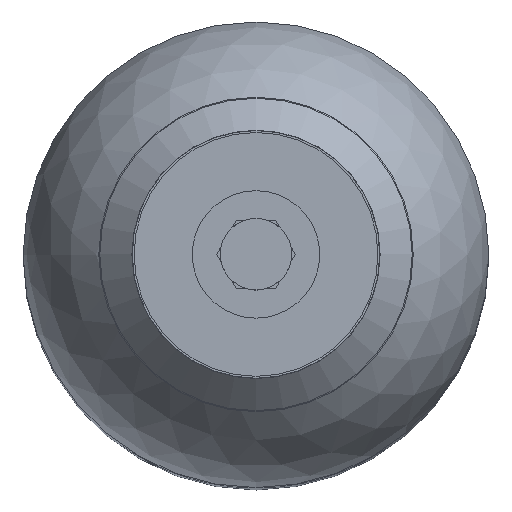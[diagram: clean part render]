
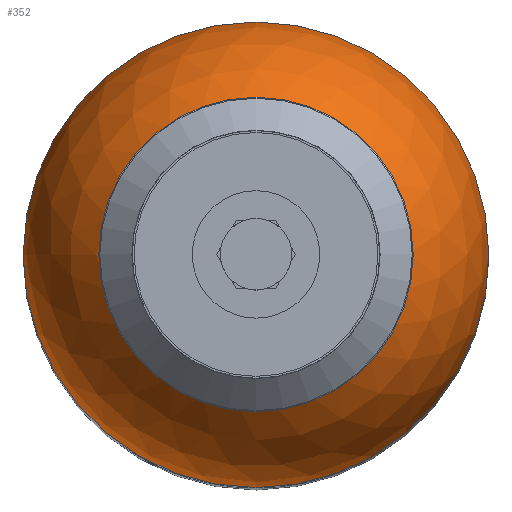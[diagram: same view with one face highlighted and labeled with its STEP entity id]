
A CAD part, top view. The second image highlights one B-rep face of the part: STEP entity #352.
In plain terms, the highlighted spherical face has radius 109.55 mm.
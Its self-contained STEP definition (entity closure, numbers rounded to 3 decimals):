
#352 = ADVANCED_FACE( '', ( #897, #898 ), #899, .T. );
#897 = FACE_OUTER_BOUND( '', #1683, .T. );
#898 = FACE_OUTER_BOUND( '', #1684, .T. );
#899 = SPHERICAL_SURFACE( '', #1685, 109.55 );
#1683 = EDGE_LOOP( '', ( #2854 ) );
#1684 = EDGE_LOOP( '', ( #2855 ) );
#1685 = AXIS2_PLACEMENT_3D( '', #2856, #2857, #2858 );
#2854 = ORIENTED_EDGE( '', *, *, #5133, .F. );
#2855 = ORIENTED_EDGE( '', *, *, #5134, .T. );
#2856 = CARTESIAN_POINT( '', ( 0., 0., 343.187 ) );
#2857 = DIRECTION( '', ( 0., 0., -1. ) );
#2858 = DIRECTION( '', ( -1., 0., 0. ) );
#5133 = EDGE_CURVE( '', #6029, #6029, #6030, .T. );
#5134 = EDGE_CURVE( '', #6031, #6031, #6032, .T. );
#6029 = VERTEX_POINT( '', #7848 );
#6030 = CIRCLE( '', #7849, 109.55 );
#6031 = VERTEX_POINT( '', #7850 );
#6032 = CIRCLE( '', #7851, 30. );
#7848 = CARTESIAN_POINT( '', ( -109.55, 0., 343.187 ) );
#7849 = AXIS2_PLACEMENT_3D( '', #10368, #10369, #10370 );
#7850 = CARTESIAN_POINT( '', ( -30., 0., 448.55 ) );
#7851 = AXIS2_PLACEMENT_3D( '', #10371, #10372, #10373 );
#10368 = CARTESIAN_POINT( '', ( 0., 0., 343.187 ) );
#10369 = DIRECTION( '', ( 0., 0., -1. ) );
#10370 = DIRECTION( '', ( -1., 0., 0. ) );
#10371 = CARTESIAN_POINT( '', ( 0., 0., 448.55 ) );
#10372 = DIRECTION( '', ( 0., 0., -1. ) );
#10373 = DIRECTION( '', ( -1., 0., 0. ) );
